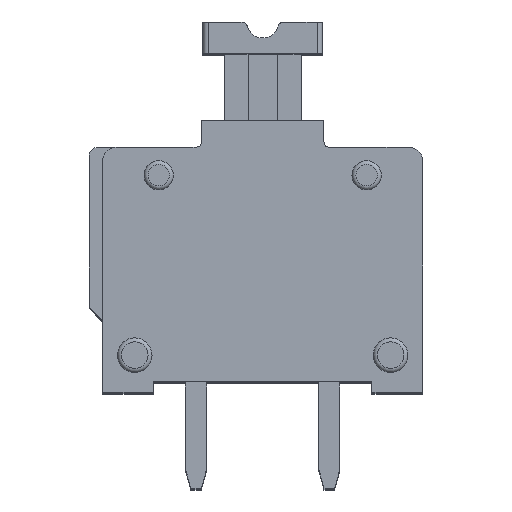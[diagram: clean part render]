
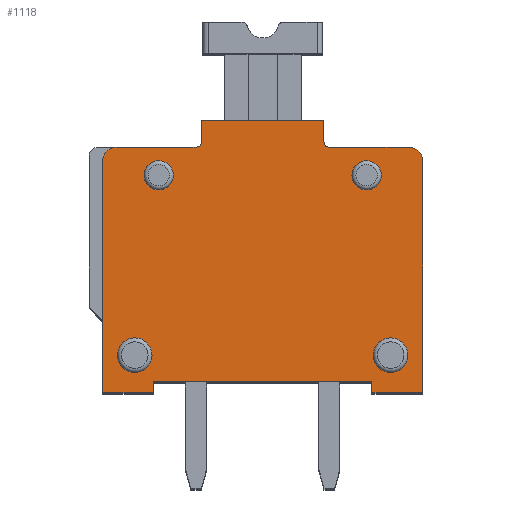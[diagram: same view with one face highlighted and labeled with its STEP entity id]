
A CAD part, top view. The second image highlights one B-rep face of the part: STEP entity #1118.
In plain terms, the highlighted planar face has unit normal (0, 0, 1).
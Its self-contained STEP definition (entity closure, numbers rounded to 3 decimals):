
#1118 = ADVANCED_FACE( '', ( #2225, #2226, #2227, #2228, #2229 ), #2230, .T. );
#2225 = FACE_OUTER_BOUND( '', #3363, .T. );
#2226 = FACE_BOUND( '', #3364, .T. );
#2227 = FACE_BOUND( '', #3365, .T. );
#2228 = FACE_BOUND( '', #3366, .T. );
#2229 = FACE_BOUND( '', #3367, .T. );
#2230 = PLANE( '', #3368 );
#3363 = EDGE_LOOP( '', ( #6300, #6301, #6302, #6303, #6304, #6305, #6306, #6307, #6308, #6309, #6310, #6311, #6312, #6313, #6314, #6315 ) );
#3364 = EDGE_LOOP( '', ( #6316 ) );
#3365 = EDGE_LOOP( '', ( #6317 ) );
#3366 = EDGE_LOOP( '', ( #6318 ) );
#3367 = EDGE_LOOP( '', ( #6319 ) );
#3368 = AXIS2_PLACEMENT_3D( '', #6320, #6321, #6322 );
#6300 = ORIENTED_EDGE( '', *, *, #7980, .T. );
#6301 = ORIENTED_EDGE( '', *, *, #8205, .T. );
#6302 = ORIENTED_EDGE( '', *, *, #8213, .F. );
#6303 = ORIENTED_EDGE( '', *, *, #8149, .F. );
#6304 = ORIENTED_EDGE( '', *, *, #8096, .F. );
#6305 = ORIENTED_EDGE( '', *, *, #8221, .T. );
#6306 = ORIENTED_EDGE( '', *, *, #8087, .F. );
#6307 = ORIENTED_EDGE( '', *, *, #7185, .F. );
#6308 = ORIENTED_EDGE( '', *, *, #7685, .T. );
#6309 = ORIENTED_EDGE( '', *, *, #7176, .T. );
#6310 = ORIENTED_EDGE( '', *, *, #7299, .T. );
#6311 = ORIENTED_EDGE( '', *, *, #7291, .T. );
#6312 = ORIENTED_EDGE( '', *, *, #7812, .T. );
#6313 = ORIENTED_EDGE( '', *, *, #8222, .F. );
#6314 = ORIENTED_EDGE( '', *, *, #7082, .T. );
#6315 = ORIENTED_EDGE( '', *, *, #8223, .T. );
#6316 = ORIENTED_EDGE( '', *, *, #7808, .F. );
#6317 = ORIENTED_EDGE( '', *, *, #7455, .F. );
#6318 = ORIENTED_EDGE( '', *, *, #7557, .F. );
#6319 = ORIENTED_EDGE( '', *, *, #7673, .F. );
#6320 = CARTESIAN_POINT( '', ( 5.954, 7.756, 3. ) );
#6321 = DIRECTION( '', ( 0., 0., 1. ) );
#6322 = DIRECTION( '', ( 1., 0., 0. ) );
#7082 = EDGE_CURVE( '', #8476, #8484, #8486, .T. );
#7176 = EDGE_CURVE( '', #8652, #8650, #8653, .T. );
#7185 = EDGE_CURVE( '', #8665, #8667, #8668, .T. );
#7291 = EDGE_CURVE( '', #8859, #8857, #8860, .T. );
#7299 = EDGE_CURVE( '', #8650, #8859, #8870, .T. );
#7455 = EDGE_CURVE( '', #9130, #9130, #9131, .T. );
#7557 = EDGE_CURVE( '', #9294, #9294, #9295, .T. );
#7673 = EDGE_CURVE( '', #9476, #9476, #9477, .T. );
#7685 = EDGE_CURVE( '', #8665, #8652, #9495, .T. );
#7808 = EDGE_CURVE( '', #9674, #9674, #9675, .T. );
#7812 = EDGE_CURVE( '', #8857, #9679, #9681, .T. );
#7980 = EDGE_CURVE( '', #9906, #9909, #9911, .T. );
#8087 = EDGE_CURVE( '', #8667, #10043, #10044, .T. );
#8096 = EDGE_CURVE( '', #10053, #10055, #10056, .T. );
#8149 = EDGE_CURVE( '', #10055, #10116, #10119, .T. );
#8205 = EDGE_CURVE( '', #9909, #10187, #10189, .T. );
#8213 = EDGE_CURVE( '', #10116, #10187, #10197, .T. );
#8221 = EDGE_CURVE( '', #10053, #10043, #10205, .T. );
#8222 = EDGE_CURVE( '', #8476, #9679, #10206, .T. );
#8223 = EDGE_CURVE( '', #8484, #9906, #10207, .T. );
#8476 = VERTEX_POINT( '', #10520 );
#8484 = VERTEX_POINT( '', #10532 );
#8486 = LINE( '', #10535, #10536 );
#8650 = VERTEX_POINT( '', #10761 );
#8652 = VERTEX_POINT( '', #10764 );
#8653 = CIRCLE( '', #10765, 0.2 );
#8665 = VERTEX_POINT( '', #10781 );
#8667 = VERTEX_POINT( '', #10784 );
#8668 = CIRCLE( '', #10785, 0.5 );
#8857 = VERTEX_POINT( '', #11050 );
#8859 = VERTEX_POINT( '', #11053 );
#8860 = LINE( '', #11054, #11055 );
#8870 = LINE( '', #11070, #11071 );
#9130 = VERTEX_POINT( '', #11455 );
#9131 = CIRCLE( '', #11456, 0.55 );
#9294 = VERTEX_POINT( '', #11678 );
#9295 = CIRCLE( '', #11679, 0.65 );
#9476 = VERTEX_POINT( '', #11929 );
#9477 = CIRCLE( '', #11930, 0.55 );
#9495 = LINE( '', #11953, #11954 );
#9674 = VERTEX_POINT( '', #12214 );
#9675 = CIRCLE( '', #12215, 0.65 );
#9679 = VERTEX_POINT( '', #12219 );
#9681 = LINE( '', #12222, #12223 );
#9906 = VERTEX_POINT( '', #12577 );
#9909 = VERTEX_POINT( '', #12582 );
#9911 = LINE( '', #12585, #12586 );
#10043 = VERTEX_POINT( '', #12779 );
#10044 = LINE( '', #12780, #12781 );
#10053 = VERTEX_POINT( '', #12794 );
#10055 = VERTEX_POINT( '', #12797 );
#10056 = LINE( '', #12798, #12799 );
#10116 = VERTEX_POINT( '', #12882 );
#10119 = LINE( '', #12887, #12888 );
#10187 = VERTEX_POINT( '', #12981 );
#10189 = LINE( '', #12984, #12985 );
#10197 = LINE( '', #12995, #12996 );
#10205 = LINE( '', #13006, #13007 );
#10206 = CIRCLE( '', #13008, 0.2 );
#10207 = CIRCLE( '', #13009, 0.5 );
#10520 = CARTESIAN_POINT( '', ( 3.5, 9.2, 3. ) );
#10532 = CARTESIAN_POINT( '', ( 0.5, 9.2, 3. ) );
#10535 = CARTESIAN_POINT( '', ( 7.771, 9.2, 3. ) );
#10536 = VECTOR( '', #13256, 1000. );
#10761 = CARTESIAN_POINT( '', ( 8.3, 9.4, 3. ) );
#10764 = CARTESIAN_POINT( '', ( 8.5, 9.2, 3. ) );
#10765 = AXIS2_PLACEMENT_3D( '', #13370, #13371, #13372 );
#10781 = CARTESIAN_POINT( '', ( 11.5, 9.2, 3. ) );
#10784 = CARTESIAN_POINT( '', ( 12., 8.7, 3. ) );
#10785 = AXIS2_PLACEMENT_3D( '', #13381, #13382, #13383 );
#11050 = CARTESIAN_POINT( '', ( 3.7, 10.2, 3. ) );
#11053 = CARTESIAN_POINT( '', ( 8.3, 10.2, 3. ) );
#11054 = CARTESIAN_POINT( '', ( 7.771, 10.2, 3. ) );
#11055 = VECTOR( '', #13509, 1000. );
#11070 = CARTESIAN_POINT( '', ( 8.3, 7.285, 3. ) );
#11071 = VECTOR( '', #13515, 1000. );
#11455 = CARTESIAN_POINT( '', ( 2.65, 8.15, 3. ) );
#11456 = AXIS2_PLACEMENT_3D( '', #13688, #13689, #13690 );
#11678 = CARTESIAN_POINT( '', ( 1.85, 1.4, 3. ) );
#11679 = AXIS2_PLACEMENT_3D( '', #13810, #13811, #13812 );
#11929 = CARTESIAN_POINT( '', ( 10.45, 8.15, 3. ) );
#11930 = AXIS2_PLACEMENT_3D( '', #13939, #13940, #13941 );
#11953 = CARTESIAN_POINT( '', ( 7.771, 9.2, 3. ) );
#11954 = VECTOR( '', #13956, 1000. );
#12214 = CARTESIAN_POINT( '', ( 11.45, 1.4, 3. ) );
#12215 = AXIS2_PLACEMENT_3D( '', #14074, #14075, #14076 );
#12219 = CARTESIAN_POINT( '', ( 3.7, 9.4, 3. ) );
#12222 = CARTESIAN_POINT( '', ( 3.7, 7.285, 3. ) );
#12223 = VECTOR( '', #14078, 1000. );
#12577 = CARTESIAN_POINT( '', ( 0., 8.7, 3. ) );
#12582 = CARTESIAN_POINT( '', ( 0., 0., 3. ) );
#12585 = CARTESIAN_POINT( '', ( 0., 7.285, 3. ) );
#12586 = VECTOR( '', #14232, 1000. );
#12779 = CARTESIAN_POINT( '', ( 12., 0., 3. ) );
#12780 = CARTESIAN_POINT( '', ( 12., 7.285, 3. ) );
#12781 = VECTOR( '', #14312, 1000. );
#12794 = CARTESIAN_POINT( '', ( 10.1, 0., 3. ) );
#12797 = CARTESIAN_POINT( '', ( 10.1, 0.4, 3. ) );
#12798 = CARTESIAN_POINT( '', ( 10.1, 7.285, 3. ) );
#12799 = VECTOR( '', #14318, 1000. );
#12882 = CARTESIAN_POINT( '', ( 1.9, 0.4, 3. ) );
#12887 = CARTESIAN_POINT( '', ( 7.771, 0.4, 3. ) );
#12888 = VECTOR( '', #14368, 1000. );
#12981 = CARTESIAN_POINT( '', ( 1.9, 0., 3. ) );
#12984 = CARTESIAN_POINT( '', ( 7.771, 0., 3. ) );
#12985 = VECTOR( '', #14404, 1000. );
#12995 = CARTESIAN_POINT( '', ( 1.9, 7.285, 3. ) );
#12996 = VECTOR( '', #14407, 1000. );
#13006 = CARTESIAN_POINT( '', ( 7.771, 0., 3. ) );
#13007 = VECTOR( '', #14410, 1000. );
#13008 = AXIS2_PLACEMENT_3D( '', #14411, #14412, #14413 );
#13009 = AXIS2_PLACEMENT_3D( '', #14414, #14415, #14416 );
#13256 = DIRECTION( '', ( -1., 0., 0. ) );
#13370 = CARTESIAN_POINT( '', ( 8.5, 9.4, 3. ) );
#13371 = DIRECTION( '', ( 0., 0., -1. ) );
#13372 = DIRECTION( '', ( -1., 0., 0. ) );
#13381 = CARTESIAN_POINT( '', ( 11.5, 8.7, 3. ) );
#13382 = DIRECTION( '', ( 0., 0., -1. ) );
#13383 = DIRECTION( '', ( -1., 0., 0. ) );
#13509 = DIRECTION( '', ( -1., 0., 0. ) );
#13515 = DIRECTION( '', ( 0., 1., 0. ) );
#13688 = CARTESIAN_POINT( '', ( 2.1, 8.15, 3. ) );
#13689 = DIRECTION( '', ( 0., 0., 1. ) );
#13690 = DIRECTION( '', ( 1., 0., 0. ) );
#13810 = CARTESIAN_POINT( '', ( 1.2, 1.4, 3. ) );
#13811 = DIRECTION( '', ( 0., 0., 1. ) );
#13812 = DIRECTION( '', ( 1., 0., 0. ) );
#13939 = CARTESIAN_POINT( '', ( 9.9, 8.15, 3. ) );
#13940 = DIRECTION( '', ( 0., 0., 1. ) );
#13941 = DIRECTION( '', ( 1., 0., 0. ) );
#13956 = DIRECTION( '', ( -1., 0., 0. ) );
#14074 = CARTESIAN_POINT( '', ( 10.8, 1.4, 3. ) );
#14075 = DIRECTION( '', ( 0., 0., 1. ) );
#14076 = DIRECTION( '', ( 1., 0., 0. ) );
#14078 = DIRECTION( '', ( 0., -1., 0. ) );
#14232 = DIRECTION( '', ( 0., -1., 0. ) );
#14312 = DIRECTION( '', ( 0., -1., 0. ) );
#14318 = DIRECTION( '', ( 0., 1., 0. ) );
#14368 = DIRECTION( '', ( -1., 0., 0. ) );
#14404 = DIRECTION( '', ( 1., 0., 0. ) );
#14407 = DIRECTION( '', ( 0., -1., 0. ) );
#14410 = DIRECTION( '', ( 1., 0., 0. ) );
#14411 = CARTESIAN_POINT( '', ( 3.5, 9.4, 3. ) );
#14412 = DIRECTION( '', ( 0., 0., 1. ) );
#14413 = DIRECTION( '', ( 1., 0., 0. ) );
#14414 = CARTESIAN_POINT( '', ( 0.5, 8.7, 3. ) );
#14415 = DIRECTION( '', ( 0., 0., 1. ) );
#14416 = DIRECTION( '', ( 1., 0., 0. ) );
